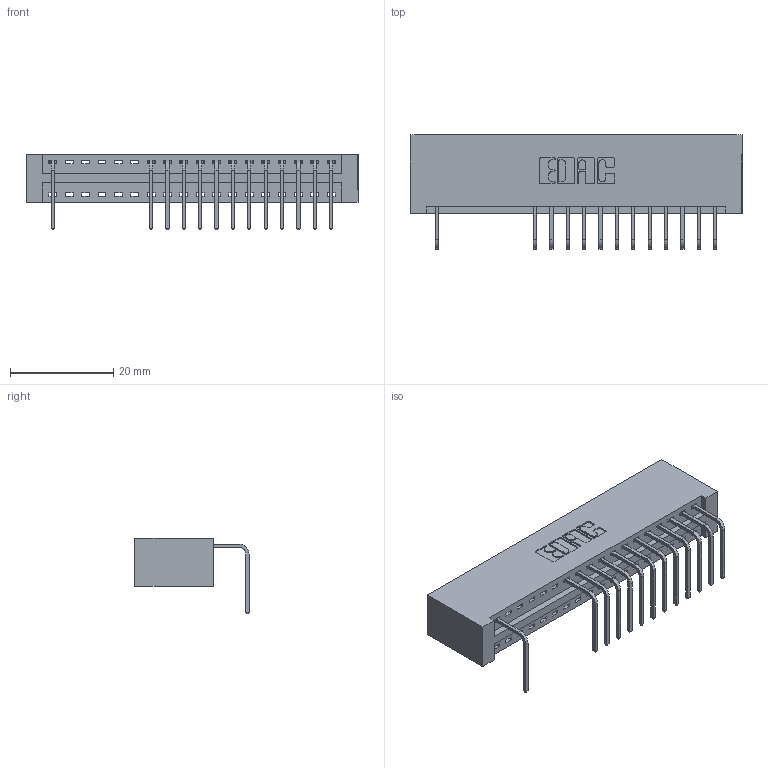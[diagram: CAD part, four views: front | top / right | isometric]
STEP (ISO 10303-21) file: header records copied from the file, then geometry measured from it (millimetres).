
FILE_DESCRIPTION (( 'STEP AP203' ), '1' );
FILE_NAME ('346-018-558-101.STEP', '2018-08-20T08:44:07', ( '' ), ( '' ), 'SwSTEP 2.0', 'SolidWorks 2016', '' );
FILE_SCHEMA (( 'CONFIG_CONTROL_DESIGN' ));
Length unit declared in the file: inch
Products named in the file (3): 346 Part_No Mounting Lugs; 345-292-001_558 Tail - 2; 346-018-558-101
Assembly tree (14 placements, depth 2):
  346-018-558-101
    346 Part_No Mounting Lugs
    345-292-001_558 Tail - 2  x13
Bounding box: 64.39 x 22.16 x 14.73 mm (x, y, z)
Volume: 6533.6 mm3; surface area: 7933 mm2
Topology: 14 solids, 14 shells, 954 faces, 2881 edges, 1902 vertices
Faces by surface type: plane 668, cylinder 286
Entity records: 14049 total; most frequent: CARTESIAN_POINT 2445, ORIENTED_EDGE 2402, DIRECTION 2175, EDGE_CURVE 1201, VECTOR 1005, LINE 1005, VERTEX_POINT 798, AXIS2_PLACEMENT_3D 585
